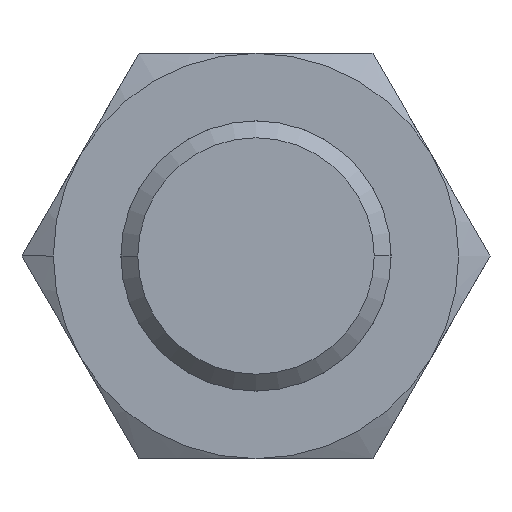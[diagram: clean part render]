
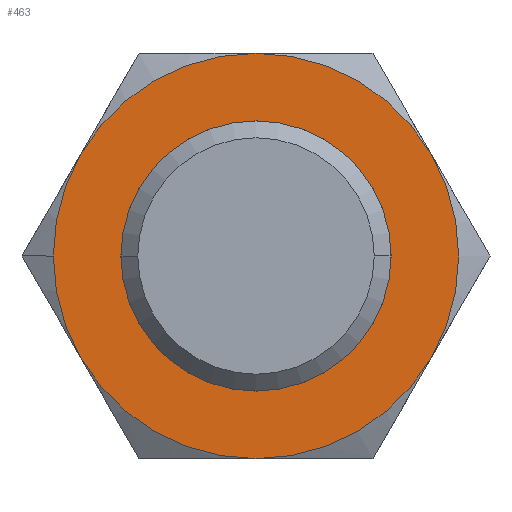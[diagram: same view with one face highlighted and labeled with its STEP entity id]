
A CAD part, front view. The second image highlights one B-rep face of the part: STEP entity #463.
In plain terms, the highlighted planar face has unit normal (0, -1, 0).
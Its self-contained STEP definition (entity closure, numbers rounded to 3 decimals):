
#1 = CARTESIAN_POINT ( 'NONE',  ( 12.99, 0., -7.5 ) ) ;
#10 = CIRCLE ( 'NONE', #519, 15. ) ;
#14 = CARTESIAN_POINT ( 'NONE',  ( -12.99, 0., -7.5 ) ) ;
#24 = DIRECTION ( 'NONE',  ( -1., 0., 0. ) ) ;
#29 = DIRECTION ( 'NONE',  ( -1., 0., 0. ) ) ;
#43 = PLANE ( 'NONE',  #315 ) ;
#47 = CARTESIAN_POINT ( 'NONE',  ( 0., 0., 15. ) ) ;
#92 = DIRECTION ( 'NONE',  ( 0., 1., 0. ) ) ;
#104 = CARTESIAN_POINT ( 'NONE',  ( -12.99, 0., 7.5 ) ) ;
#110 = AXIS2_PLACEMENT_3D ( 'NONE', #375, #145, #589 ) ;
#113 = CARTESIAN_POINT ( 'NONE',  ( 15., 0., 0. ) ) ;
#141 = CARTESIAN_POINT ( 'NONE',  ( 0., 0., -15. ) ) ;
#145 = DIRECTION ( 'NONE',  ( 0., 1., 0. ) ) ;
#146 = CIRCLE ( 'NONE', #284, 15. ) ;
#163 = ORIENTED_EDGE ( 'NONE', *, *, #823, .F. ) ;
#167 = VERTEX_POINT ( 'NONE', #414 ) ;
#172 = CARTESIAN_POINT ( 'NONE',  ( 0., 0., 0. ) ) ;
#217 = CARTESIAN_POINT ( 'NONE',  ( 0., 0., 0. ) ) ;
#219 = ORIENTED_EDGE ( 'NONE', *, *, #723, .F. ) ;
#220 = AXIS2_PLACEMENT_3D ( 'NONE', #895, #957, #296 ) ;
#235 = AXIS2_PLACEMENT_3D ( 'NONE', #172, #92, #24 ) ;
#256 = EDGE_LOOP ( 'NONE', ( #464, #219, #163, #547, #896, #792, #941 ) ) ;
#279 = VERTEX_POINT ( 'NONE', #141 ) ;
#284 = AXIS2_PLACEMENT_3D ( 'NONE', #358, #732, #789 ) ;
#296 = DIRECTION ( 'NONE',  ( -1., 0., 0. ) ) ;
#299 = AXIS2_PLACEMENT_3D ( 'NONE', #217, #306, #898 ) ;
#303 = CARTESIAN_POINT ( 'NONE',  ( 0., 0., 0. ) ) ;
#306 = DIRECTION ( 'NONE',  ( 0., 1., 0. ) ) ;
#314 = CIRCLE ( 'NONE', #639, 15. ) ;
#315 = AXIS2_PLACEMENT_3D ( 'NONE', #113, #413, #29 ) ;
#320 = DIRECTION ( 'NONE',  ( -1., 0., 0. ) ) ;
#323 = VERTEX_POINT ( 'NONE', #1 ) ;
#329 = CARTESIAN_POINT ( 'NONE',  ( -15., 0., 0. ) ) ;
#332 = EDGE_CURVE ( 'NONE', #323, #279, #314, .T. ) ;
#338 = EDGE_CURVE ( 'NONE', #759, #654, #566, .T. ) ;
#358 = CARTESIAN_POINT ( 'NONE',  ( 0., 0., 0. ) ) ;
#375 = CARTESIAN_POINT ( 'NONE',  ( 0., 0., 0. ) ) ;
#393 = CIRCLE ( 'NONE', #875, 10. ) ;
#401 = DIRECTION ( 'NONE',  ( -1., 0., 0. ) ) ;
#413 = DIRECTION ( 'NONE',  ( 0., 1., 0. ) ) ;
#414 = CARTESIAN_POINT ( 'NONE',  ( 12.99, 0., 7.5 ) ) ;
#436 = DIRECTION ( 'NONE',  ( -1., 0., 0. ) ) ;
#463 = ADVANCED_FACE ( 'NONE', ( #781, #923 ), #43, .F. ) ;
#464 = ORIENTED_EDGE ( 'NONE', *, *, #598, .F. ) ;
#476 = VERTEX_POINT ( 'NONE', #104 ) ;
#507 = EDGE_LOOP ( 'NONE', ( #543, #697 ) ) ;
#519 = AXIS2_PLACEMENT_3D ( 'NONE', #573, #864, #436 ) ;
#535 = CIRCLE ( 'NONE', #235, 15. ) ;
#543 = ORIENTED_EDGE ( 'NONE', *, *, #338, .T. ) ;
#547 = ORIENTED_EDGE ( 'NONE', *, *, #785, .F. ) ;
#566 = CIRCLE ( 'NONE', #220, 10. ) ;
#572 = EDGE_CURVE ( 'NONE', #952, #167, #10, .T. ) ;
#573 = CARTESIAN_POINT ( 'NONE',  ( 0., 0., 0. ) ) ;
#589 = DIRECTION ( 'NONE',  ( -1., 0., 0. ) ) ;
#598 = EDGE_CURVE ( 'NONE', #476, #952, #146, .T. ) ;
#599 = DIRECTION ( 'NONE',  ( -1., 0., 0. ) ) ;
#622 = DIRECTION ( 'NONE',  ( 0., 1., 0. ) ) ;
#639 = AXIS2_PLACEMENT_3D ( 'NONE', #303, #659, #599 ) ;
#654 = VERTEX_POINT ( 'NONE', #737 ) ;
#658 = CIRCLE ( 'NONE', #299, 15. ) ;
#659 = DIRECTION ( 'NONE',  ( 0., 1., 0. ) ) ;
#679 = EDGE_CURVE ( 'NONE', #167, #323, #890, .T. ) ;
#691 = DIRECTION ( 'NONE',  ( 0., 1., 0. ) ) ;
#697 = ORIENTED_EDGE ( 'NONE', *, *, #889, .T. ) ;
#722 = VERTEX_POINT ( 'NONE', #14 ) ;
#723 = EDGE_CURVE ( 'NONE', #854, #476, #658, .T. ) ;
#732 = DIRECTION ( 'NONE',  ( 0., 1., 0. ) ) ;
#737 = CARTESIAN_POINT ( 'NONE',  ( 10., 0., 0. ) ) ;
#759 = VERTEX_POINT ( 'NONE', #851 ) ;
#781 = FACE_OUTER_BOUND ( 'NONE', #256, .T. ) ;
#785 = EDGE_CURVE ( 'NONE', #279, #722, #535, .T. ) ;
#789 = DIRECTION ( 'NONE',  ( -1., 0., 0. ) ) ;
#792 = ORIENTED_EDGE ( 'NONE', *, *, #679, .F. ) ;
#813 = AXIS2_PLACEMENT_3D ( 'NONE', #927, #691, #320 ) ;
#823 = EDGE_CURVE ( 'NONE', #722, #854, #860, .T. ) ;
#851 = CARTESIAN_POINT ( 'NONE',  ( -10., 0., 0. ) ) ;
#854 = VERTEX_POINT ( 'NONE', #329 ) ;
#860 = CIRCLE ( 'NONE', #813, 15. ) ;
#864 = DIRECTION ( 'NONE',  ( 0., 1., 0. ) ) ;
#875 = AXIS2_PLACEMENT_3D ( 'NONE', #916, #622, #401 ) ;
#889 = EDGE_CURVE ( 'NONE', #654, #759, #393, .T. ) ;
#890 = CIRCLE ( 'NONE', #110, 15. ) ;
#895 = CARTESIAN_POINT ( 'NONE',  ( 0., 0., 0. ) ) ;
#896 = ORIENTED_EDGE ( 'NONE', *, *, #332, .F. ) ;
#898 = DIRECTION ( 'NONE',  ( -1., 0., 0. ) ) ;
#916 = CARTESIAN_POINT ( 'NONE',  ( 0., 0., 0. ) ) ;
#923 = FACE_BOUND ( 'NONE', #507, .T. ) ;
#927 = CARTESIAN_POINT ( 'NONE',  ( 0., 0., 0. ) ) ;
#941 = ORIENTED_EDGE ( 'NONE', *, *, #572, .F. ) ;
#952 = VERTEX_POINT ( 'NONE', #47 ) ;
#957 = DIRECTION ( 'NONE',  ( 0., 1., 0. ) ) ;
